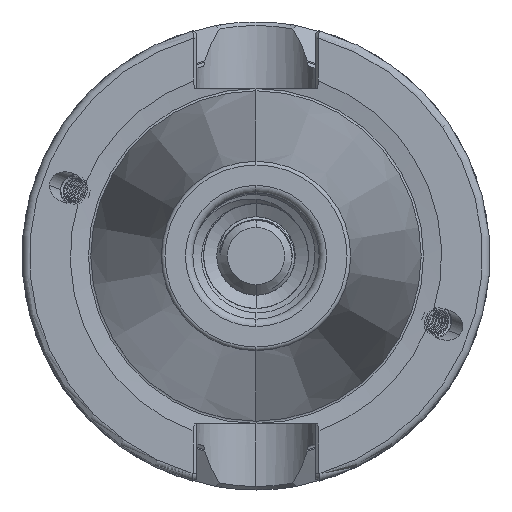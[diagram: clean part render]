
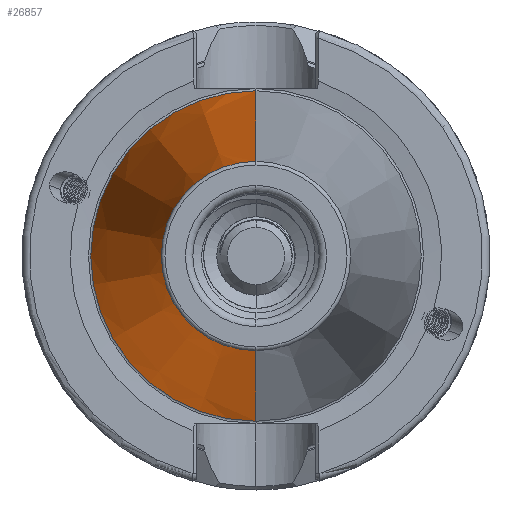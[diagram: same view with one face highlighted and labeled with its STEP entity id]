
A CAD part, left-side view. The second image highlights one B-rep face of the part: STEP entity #26857.
In plain terms, the highlighted conical face has half-angle 8.297 degrees and reference radius 22.24 mm.
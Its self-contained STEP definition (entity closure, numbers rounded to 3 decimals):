
#1866 = CIRCLE ( 'NONE', #10239, 22.24 ) ;
#1927 = LINE ( 'NONE', #14998, #1946 ) ;
#1946 = VECTOR ( 'NONE', #14995, 1000. ) ;
#1948 = CIRCLE ( 'NONE', #10222, 12.75 ) ;
#1982 = VECTOR ( 'NONE', #15085, 1000. ) ;
#2048 = LINE ( 'NONE', #15113, #1982 ) ;
#6510 = EDGE_CURVE ( 'NONE', #15426, #15457, #1948, .T. ) ;
#6533 = EDGE_CURVE ( 'NONE', #15459, #15442, #1866, .T. ) ;
#6534 = EDGE_CURVE ( 'NONE', #15426, #15459, #1927, .T. ) ;
#6560 = EDGE_CURVE ( 'NONE', #15457, #15442, #2048, .T. ) ;
#8382 = ORIENTED_EDGE ( 'NONE', *, *, #6534, .F. ) ;
#8407 = ORIENTED_EDGE ( 'NONE', *, *, #6510, .T. ) ;
#8426 = ORIENTED_EDGE ( 'NONE', *, *, #6560, .T. ) ;
#8439 = ORIENTED_EDGE ( 'NONE', *, *, #6533, .F. ) ;
#10222 = AXIS2_PLACEMENT_3D ( 'NONE', #14850, #14854, #14856 ) ;
#10239 = AXIS2_PLACEMENT_3D ( 'NONE', #15000, #14988, #14982 ) ;
#10547 = AXIS2_PLACEMENT_3D ( 'NONE', #22230, #22256, #22212 ) ;
#14239 = EDGE_LOOP ( 'NONE', ( #8407, #8426, #8439, #8382 ) ) ;
#14850 = CARTESIAN_POINT ( 'NONE',  ( -65.972, 0., 0. ) ) ;
#14854 = DIRECTION ( 'NONE',  ( 1., 0., 0. ) ) ;
#14856 = DIRECTION ( 'NONE',  ( 0., 0., -1. ) ) ;
#14982 = DIRECTION ( 'NONE',  ( 0., 0., -1. ) ) ;
#14988 = DIRECTION ( 'NONE',  ( 1., 0., 0. ) ) ;
#14995 = DIRECTION ( 'NONE',  ( 0.99, 0., -0.144 ) ) ;
#14998 = CARTESIAN_POINT ( 'NONE',  ( -0.9, 0., -22.24 ) ) ;
#15000 = CARTESIAN_POINT ( 'NONE',  ( -0.9, 0., 0. ) ) ;
#15085 = DIRECTION ( 'NONE',  ( 0.99, 0., 0.144 ) ) ;
#15113 = CARTESIAN_POINT ( 'NONE',  ( -0.9, 0., 22.24 ) ) ;
#15426 = VERTEX_POINT ( 'NONE', #22736 ) ;
#15442 = VERTEX_POINT ( 'NONE', #22737 ) ;
#15457 = VERTEX_POINT ( 'NONE', #22709 ) ;
#15459 = VERTEX_POINT ( 'NONE', #22742 ) ;
#22212 = DIRECTION ( 'NONE',  ( 0., 0., -1. ) ) ;
#22230 = CARTESIAN_POINT ( 'NONE',  ( -0.9, 0., 0. ) ) ;
#22256 = DIRECTION ( 'NONE',  ( 1., 0., 0. ) ) ;
#22709 = CARTESIAN_POINT ( 'NONE',  ( -65.972, 0., 12.75 ) ) ;
#22736 = CARTESIAN_POINT ( 'NONE',  ( -65.972, 0., -12.75 ) ) ;
#22737 = CARTESIAN_POINT ( 'NONE',  ( -0.9, 0., 22.24 ) ) ;
#22742 = CARTESIAN_POINT ( 'NONE',  ( -0.9, 0., -22.24 ) ) ;
#23537 = FACE_OUTER_BOUND ( 'NONE', #14239, .T. ) ;
#23560 = CONICAL_SURFACE ( 'NONE', #10547, 22.24, 0.145 ) ;
#26857 = ADVANCED_FACE ( 'NONE', ( #23537 ), #23560, .T. ) ;
